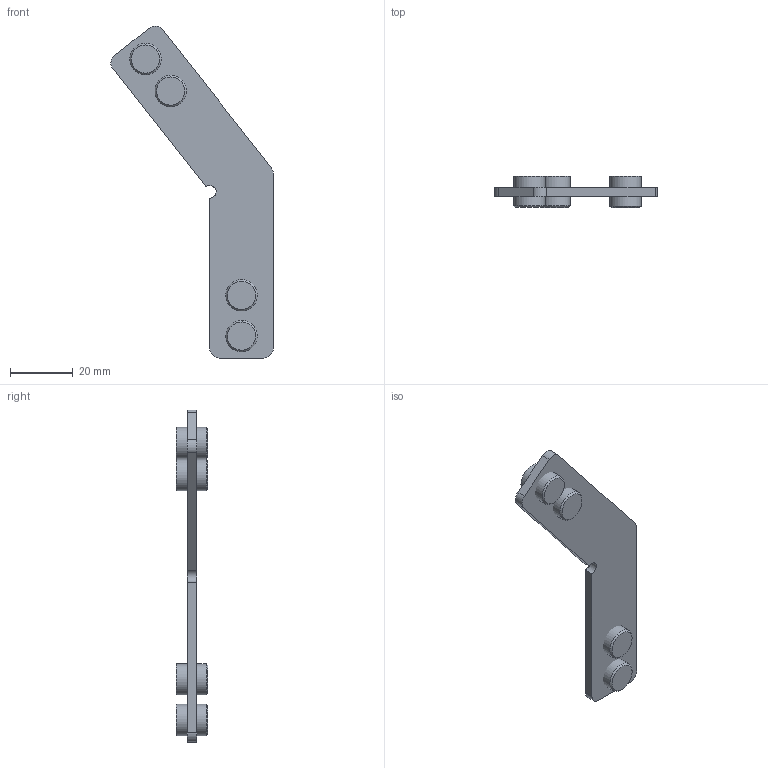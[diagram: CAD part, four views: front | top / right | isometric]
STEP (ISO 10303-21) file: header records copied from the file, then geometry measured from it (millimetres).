
FILE_DESCRIPTION((''),'2;1');
FILE_NAME('AR3412 łącznik 135 stopni.stp','2020-04-23T11:59:21',('trakoczy'),(''),'Autodesk Inventor 2013','Autodesk Inventor 2013','');
FILE_SCHEMA(('AUTOMOTIVE_DESIGN { 1 0 10303 214 1 1 1 1 }'));
Length unit declared in the file: millimetre
Products named in the file (3): AR3412 łącznik 135 stopni; AR3412 łącznik 135 I; AR3412 łącznik 135 II
Assembly tree (5 placements, depth 2):
  AR3412 łącznik 135 stopni
    AR3412 łącznik 135 I
    AR3412 łącznik 135 II  x4
Bounding box: 51.78 x 10 x 105.92 mm (x, y, z)
Volume: 8615.1 mm3; surface area: 7553.9 mm2
Topology: 5 solids, 5 shells, 66 faces, 156 edges, 104 vertices
Faces by surface type: plane 44, cylinder 14, cone 8
Full cylindrical faces by diameter (mm): 8 x4, 10 x4
Entity records: 966 total; most frequent: CARTESIAN_POINT 164, DIRECTION 160, ORIENTED_EDGE 132, EDGE_CURVE 66, AXIS2_PLACEMENT_3D 62, VERTEX_POINT 48, EDGE_LOOP 46, VECTOR 36
